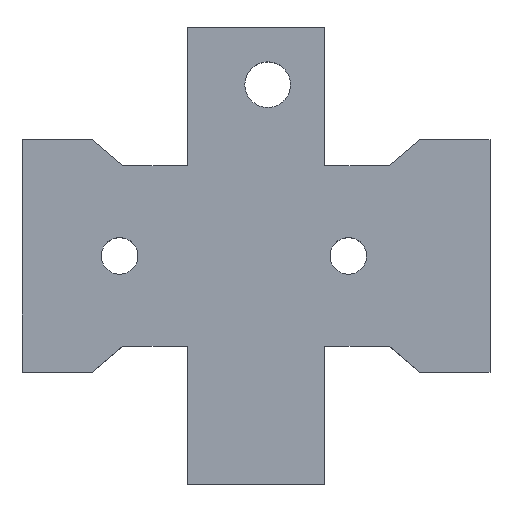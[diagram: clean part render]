
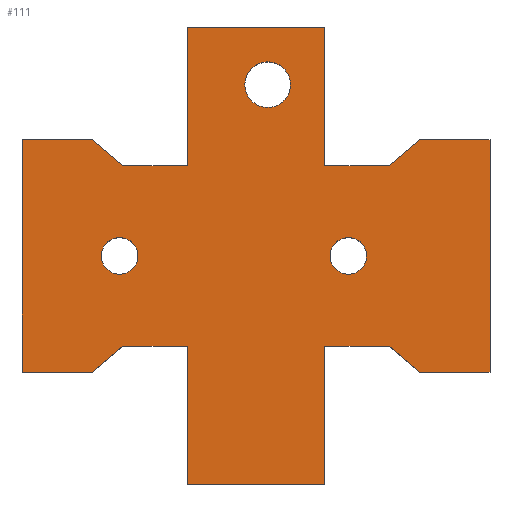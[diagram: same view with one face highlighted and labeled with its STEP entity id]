
A CAD part, top view. The second image highlights one B-rep face of the part: STEP entity #111.
In plain terms, the highlighted planar face has unit normal (0, 0, 1).
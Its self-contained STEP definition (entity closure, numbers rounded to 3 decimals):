
#111=ADVANCED_FACE('',(#376,#378,#380,#382),#384,.T.);
#376=FACE_BOUND('',#377,.T.);
#377=EDGE_LOOP('',(#573,#574,#575,#576,#577,#578,#579,#580,#581,#582,#583,#584,#585,
#586,#587,#588,#589,#590,#591,#592));
#378=FACE_BOUND('',#379,.T.);
#379=EDGE_LOOP('',(#593));
#380=FACE_BOUND('',#381,.T.);
#381=EDGE_LOOP('',(#594));
#382=FACE_BOUND('',#383,.T.);
#383=EDGE_LOOP('',(#595));
#384=PLANE('',#385);
#385=AXIS2_PLACEMENT_3D('',#386,#387,#388);
#386=CARTESIAN_POINT('',(0.,0.,10.));
#387=DIRECTION('',(0.,0.,1.));
#388=DIRECTION('',(-1.,0.,0.));
#573=ORIENTED_EDGE('',*,*,#707,.T.);
#574=ORIENTED_EDGE('',*,*,#708,.T.);
#575=ORIENTED_EDGE('',*,*,#709,.T.);
#576=ORIENTED_EDGE('',*,*,#710,.T.);
#577=ORIENTED_EDGE('',*,*,#711,.T.);
#578=ORIENTED_EDGE('',*,*,#712,.T.);
#579=ORIENTED_EDGE('',*,*,#713,.T.);
#580=ORIENTED_EDGE('',*,*,#714,.T.);
#581=ORIENTED_EDGE('',*,*,#715,.T.);
#582=ORIENTED_EDGE('',*,*,#716,.T.);
#583=ORIENTED_EDGE('',*,*,#717,.T.);
#584=ORIENTED_EDGE('',*,*,#718,.T.);
#585=ORIENTED_EDGE('',*,*,#719,.T.);
#586=ORIENTED_EDGE('',*,*,#720,.T.);
#587=ORIENTED_EDGE('',*,*,#721,.T.);
#588=ORIENTED_EDGE('',*,*,#722,.T.);
#589=ORIENTED_EDGE('',*,*,#723,.T.);
#590=ORIENTED_EDGE('',*,*,#724,.T.);
#591=ORIENTED_EDGE('',*,*,#725,.T.);
#592=ORIENTED_EDGE('',*,*,#726,.T.);
#593=ORIENTED_EDGE('',*,*,#678,.T.);
#594=ORIENTED_EDGE('',*,*,#680,.T.);
#595=ORIENTED_EDGE('',*,*,#727,.T.);
#678=EDGE_CURVE('',#748,#748,#749,.F.);
#680=EDGE_CURVE('',#752,#752,#753,.F.);
#707=EDGE_CURVE('',#806,#807,#808,.T.);
#708=EDGE_CURVE('',#807,#809,#810,.T.);
#709=EDGE_CURVE('',#809,#811,#812,.T.);
#710=EDGE_CURVE('',#811,#813,#814,.T.);
#711=EDGE_CURVE('',#813,#815,#816,.T.);
#712=EDGE_CURVE('',#815,#817,#818,.T.);
#713=EDGE_CURVE('',#817,#819,#820,.T.);
#714=EDGE_CURVE('',#819,#821,#822,.T.);
#715=EDGE_CURVE('',#821,#823,#824,.T.);
#716=EDGE_CURVE('',#823,#825,#826,.T.);
#717=EDGE_CURVE('',#825,#827,#828,.T.);
#718=EDGE_CURVE('',#827,#829,#830,.T.);
#719=EDGE_CURVE('',#829,#831,#832,.T.);
#720=EDGE_CURVE('',#831,#833,#834,.T.);
#721=EDGE_CURVE('',#833,#835,#836,.T.);
#722=EDGE_CURVE('',#835,#837,#838,.T.);
#723=EDGE_CURVE('',#837,#839,#840,.T.);
#724=EDGE_CURVE('',#839,#841,#842,.T.);
#725=EDGE_CURVE('',#841,#843,#844,.T.);
#726=EDGE_CURVE('',#843,#806,#845,.T.);
#727=EDGE_CURVE('',#846,#846,#847,.F.);
#748=VERTEX_POINT('',#868);
#749=CIRCLE('',#869,1.6);
#752=VERTEX_POINT('',#878);
#753=CIRCLE('',#879,1.6);
#806=VERTEX_POINT('',#993);
#807=VERTEX_POINT('',#994);
#808=LINE('',#995,#996);
#809=VERTEX_POINT('',#998);
#810=LINE('',#999,#1000);
#811=VERTEX_POINT('',#1002);
#812=LINE('',#1003,#1004);
#813=VERTEX_POINT('',#1006);
#814=LINE('',#1007,#1008);
#815=VERTEX_POINT('',#1010);
#816=LINE('',#1011,#1012);
#817=VERTEX_POINT('',#1014);
#818=LINE('',#1015,#1016);
#819=VERTEX_POINT('',#1018);
#820=LINE('',#1019,#1020);
#821=VERTEX_POINT('',#1022);
#822=LINE('',#1023,#1024);
#823=VERTEX_POINT('',#1026);
#824=LINE('',#1027,#1028);
#825=VERTEX_POINT('',#1030);
#826=LINE('',#1031,#1032);
#827=VERTEX_POINT('',#1034);
#828=LINE('',#1035,#1036);
#829=VERTEX_POINT('',#1038);
#830=LINE('',#1039,#1040);
#831=VERTEX_POINT('',#1042);
#832=LINE('',#1043,#1044);
#833=VERTEX_POINT('',#1046);
#834=LINE('',#1047,#1048);
#835=VERTEX_POINT('',#1050);
#836=LINE('',#1051,#1052);
#837=VERTEX_POINT('',#1054);
#838=LINE('',#1055,#1056);
#839=VERTEX_POINT('',#1058);
#840=LINE('',#1059,#1060);
#841=VERTEX_POINT('',#1062);
#842=LINE('',#1063,#1064);
#843=VERTEX_POINT('',#1066);
#844=LINE('',#1067,#1068);
#845=LINE('',#1070,#1071);
#846=VERTEX_POINT('',#1073);
#847=CIRCLE('',#1074,2.);
#868=CARTESIAN_POINT('',(8.911,0.,10.));
#869=AXIS2_PLACEMENT_3D('',#870,#871,#872);
#870=CARTESIAN_POINT('',(10.511,0.,10.));
#871=DIRECTION('',(0.,0.,1.));
#872=DIRECTION('',(-1.,0.,0.));
#878=CARTESIAN_POINT('',(-11.089,0.,10.));
#879=AXIS2_PLACEMENT_3D('',#880,#881,#882);
#880=CARTESIAN_POINT('',(-9.489,0.,10.));
#881=DIRECTION('',(0.,0.,1.));
#882=DIRECTION('',(-1.,0.,0.));
#993=CARTESIAN_POINT('',(-3.577,-20.,10.));
#994=CARTESIAN_POINT('',(8.461,-20.,10.));
#995=CARTESIAN_POINT('',(-3.577,-20.,10.));
#996=VECTOR('',#997,1.);
#997=DIRECTION('',(1.,0.,0.));
#998=CARTESIAN_POINT('',(8.461,-7.9,10.));
#999=CARTESIAN_POINT('',(8.461,-20.,10.));
#1000=VECTOR('',#1001,1.);
#1001=DIRECTION('',(0.,1.,0.));
#1002=CARTESIAN_POINT('',(14.088,-7.9,10.));
#1003=CARTESIAN_POINT('',(8.461,-7.9,10.));
#1004=VECTOR('',#1005,1.);
#1005=DIRECTION('',(1.,0.,0.));
#1006=CARTESIAN_POINT('',(16.776,-10.156,10.));
#1007=CARTESIAN_POINT('',(14.088,-7.9,10.));
#1008=VECTOR('',#1009,1.);
#1009=DIRECTION('',(0.766,-0.643,0.));
#1010=CARTESIAN_POINT('',(22.9,-10.156,10.));
#1011=CARTESIAN_POINT('',(16.776,-10.156,10.));
#1012=VECTOR('',#1013,1.);
#1013=DIRECTION('',(1.,0.,0.));
#1014=CARTESIAN_POINT('',(22.9,10.156,10.));
#1015=CARTESIAN_POINT('',(22.9,-10.156,10.));
#1016=VECTOR('',#1017,1.);
#1017=DIRECTION('',(0.,1.,0.));
#1018=CARTESIAN_POINT('',(16.776,10.156,10.));
#1019=CARTESIAN_POINT('',(22.9,10.156,10.));
#1020=VECTOR('',#1021,1.);
#1021=DIRECTION('',(-1.,0.,0.));
#1022=CARTESIAN_POINT('',(14.088,7.9,10.));
#1023=CARTESIAN_POINT('',(16.776,10.156,10.));
#1024=VECTOR('',#1025,1.);
#1025=DIRECTION('',(-0.766,-0.643,0.));
#1026=CARTESIAN_POINT('',(8.461,7.9,10.));
#1027=CARTESIAN_POINT('',(14.088,7.9,10.));
#1028=VECTOR('',#1029,1.);
#1029=DIRECTION('',(-1.,0.,0.));
#1030=CARTESIAN_POINT('',(8.461,20.,10.));
#1031=CARTESIAN_POINT('',(8.461,7.9,10.));
#1032=VECTOR('',#1033,1.);
#1033=DIRECTION('',(0.,1.,0.));
#1034=CARTESIAN_POINT('',(-3.577,20.,10.));
#1035=CARTESIAN_POINT('',(8.461,20.,10.));
#1036=VECTOR('',#1037,1.);
#1037=DIRECTION('',(-1.,0.,0.));
#1038=CARTESIAN_POINT('',(-3.577,7.9,10.));
#1039=CARTESIAN_POINT('',(-3.577,20.,10.));
#1040=VECTOR('',#1041,1.);
#1041=DIRECTION('',(0.,-1.,0.));
#1042=CARTESIAN_POINT('',(-9.203,7.9,10.));
#1043=CARTESIAN_POINT('',(-3.577,7.9,10.));
#1044=VECTOR('',#1045,1.);
#1045=DIRECTION('',(-1.,0.,0.));
#1046=CARTESIAN_POINT('',(-11.896,10.16,10.));
#1047=CARTESIAN_POINT('',(-9.203,7.9,10.));
#1048=VECTOR('',#1049,1.);
#1049=DIRECTION('',(-0.766,0.643,0.));
#1050=CARTESIAN_POINT('',(-18.02,10.16,10.));
#1051=CARTESIAN_POINT('',(-11.896,10.16,10.));
#1052=VECTOR('',#1053,1.);
#1053=DIRECTION('',(-1.,0.,0.));
#1054=CARTESIAN_POINT('',(-18.02,-10.16,10.));
#1055=CARTESIAN_POINT('',(-18.02,10.16,10.));
#1056=VECTOR('',#1057,1.);
#1057=DIRECTION('',(0.,-1.,0.));
#1058=CARTESIAN_POINT('',(-11.896,-10.16,10.));
#1059=CARTESIAN_POINT('',(-18.02,-10.16,10.));
#1060=VECTOR('',#1061,1.);
#1061=DIRECTION('',(1.,0.,0.));
#1062=CARTESIAN_POINT('',(-9.203,-7.9,10.));
#1063=CARTESIAN_POINT('',(-11.896,-10.16,10.));
#1064=VECTOR('',#1065,1.);
#1065=DIRECTION('',(0.766,0.643,0.));
#1066=CARTESIAN_POINT('',(-3.577,-7.9,10.));
#1067=CARTESIAN_POINT('',(-9.203,-7.9,10.));
#1068=VECTOR('',#1069,1.);
#1069=DIRECTION('',(1.,0.,0.));
#1070=CARTESIAN_POINT('',(-3.577,-7.9,10.));
#1071=VECTOR('',#1072,1.);
#1072=DIRECTION('',(0.,-1.,0.));
#1073=CARTESIAN_POINT('',(1.461,14.971,10.));
#1074=AXIS2_PLACEMENT_3D('',#1075,#1076,#1077);
#1075=CARTESIAN_POINT('',(3.461,14.971,10.));
#1076=DIRECTION('',(0.,0.,1.));
#1077=DIRECTION('',(-1.,0.,0.));
